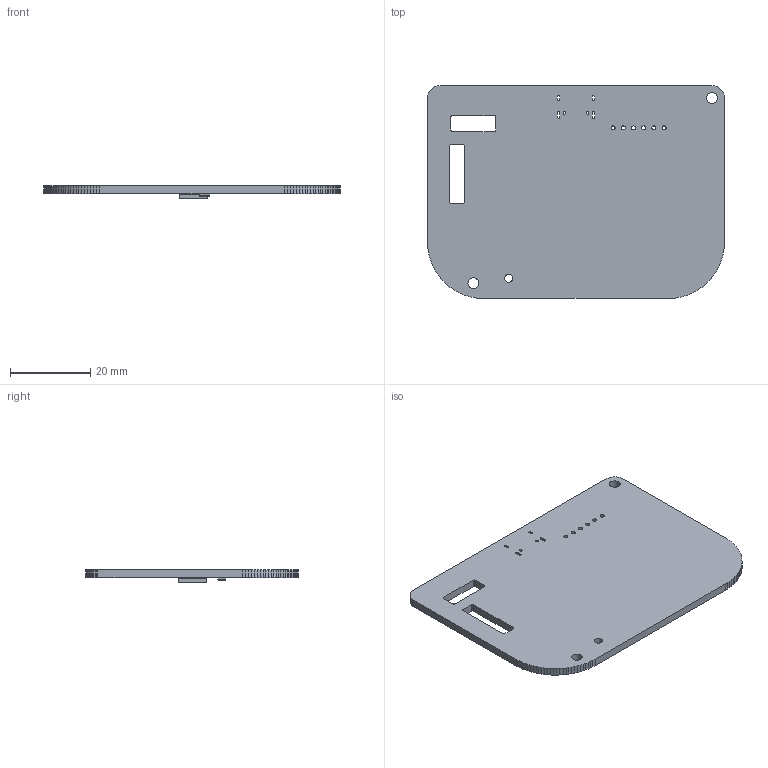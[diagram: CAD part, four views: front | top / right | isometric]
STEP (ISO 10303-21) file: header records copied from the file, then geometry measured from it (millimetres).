
FILE_DESCRIPTION(('KiCad electronic assembly'),'2;1');
FILE_NAME('bbq20_keyboard.step','2024-01-24T17:23:25',('Pcbnew'),( 'Kicad'),'Open CASCADE STEP processor 7.6','KiCad to STEP converter' ,'Unknown');
FILE_SCHEMA(('AUTOMOTIVE_DESIGN { 1 0 10303 214 1 1 1 1 }'));
Length unit declared in the file: millimetre
Products named in the file (6): bbq20_keyboard 1; QFN-56-1EP_7x7mm_P0.4mm_EP5.7x5.7mm; SOLID; Crystal_SMD_3225-4Pin_3.2x2.5mm; bbq20_keyboard PCB
Assembly tree (5 placements, depth 3):
  bbq20_keyboard 1
    QFN-56-1EP_7x7mm_P0.4mm_EP5.7x5.7mm
      SOLID
    Crystal_SMD_3225-4Pin_3.2x2.5mm
      SOLID
    bbq20_keyboard PCB
Bounding box: 74 x 53.1 x 3.13 mm (x, y, z)
Volume: 7417.6 mm3; surface area: 8308.6 mm2
Topology: 3 solids, 3 shells, 609 faces, 1797 edges, 1198 vertices
Faces by surface type: plane 569, bspline 28, cylinder 12
Full cylindrical faces by diameter (mm): 0.4 x1, 0.65 x2, 1 x6, 2 x1, 2.7 x2
Entity records: 46005 total; most frequent: CARTESIAN_POINT 7762, DIRECTION 6350, LINE 5127, VECTOR 5127, ORIENTED_EDGE 3594, PCURVE 3594, DEFINITIONAL_REPRESENTATION 3594, EDGE_CURVE 1797
